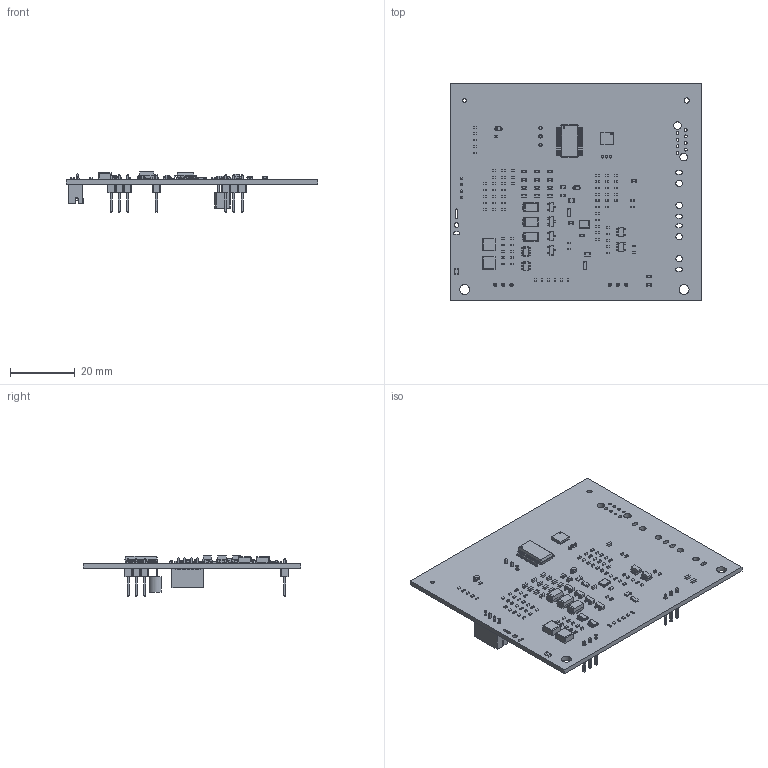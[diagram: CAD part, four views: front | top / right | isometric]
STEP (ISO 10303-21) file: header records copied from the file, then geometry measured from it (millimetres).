
FILE_DESCRIPTION(('KiCad electronic assembly'),'2;1');
FILE_NAME('LattePandaMu_carrier_custom.step','2026-01-25T12:49:04',( 'Pcbnew'),('Kicad'),'Open CASCADE STEP processor 7.9', 'KiCad to STEP converter','Unknown');
FILE_SCHEMA(('AUTOMOTIVE_DESIGN { 1 0 10303 214 1 1 1 1 }'));
Length unit declared in the file: millimetre
Products named in the file (23): LattePandaMu_carrier_custom 1; SSOP-28_5.3x10.2mm_P0.65mm; R_0402_1005Metric; C_0402_1005Metric; LED_0603_1608Metric; R_0805_2012Metric; C_0603_1608Metric; TSOT-23-6; R_0603_1608Metric; D_SMA; SOT-23-5; Fuse_0805_2012Metric; D_SOD-323; L_Sunlord_SWPA4020S; LattePandaMu_carrier_custom 1.48.1; QFN-32-1EP_4x4mm_P0.4mm_EP2.65x2.65mm; Crystal_SMD_3225-4Pin_3.2x2.5mm; Diodes_UDFN-10_1.0x2.5mm_P0.5mm; SOT-23; TO-92_Inline; JST_PH_B4B-PH-K_1x04_P2.00mm_Vertical; PinHeader_1x03_P2.54mm_Vertical; LattePandaMu_carrier_custom_PCB
Assembly tree (126 placements, depth 3):
  LattePandaMu_carrier_custom 1
    SSOP-28_5.3x10.2mm_P0.65mm
    R_0402_1005Metric  x43
    C_0402_1005Metric  x34
    LED_0603_1608Metric  x2
    R_0805_2012Metric  x2
    C_0603_1608Metric  x16
    TSOT-23-6  x2
    R_0603_1608Metric
    D_SMA  x3
    SOT-23-5  x2
    Fuse_0805_2012Metric
    D_SOD-323  x2
    L_Sunlord_SWPA4020S  x2
      LattePandaMu_carrier_custom 1.48.1
    QFN-32-1EP_4x4mm_P0.4mm_EP2.65x2.65mm
    Crystal_SMD_3225-4Pin_3.2x2.5mm
    Diodes_UDFN-10_1.0x2.5mm_P0.5mm  x2
    SOT-23  x4
    TO-92_Inline
    JST_PH_B4B-PH-K_1x04_P2.00mm_Vertical
    PinHeader_1x03_P2.54mm_Vertical  x3
    LattePandaMu_carrier_custom_PCB
Bounding box: 78 x 67.5 x 12.44 mm (x, y, z)
Volume: 8576.7 mm3; surface area: 13226.8 mm2
Topology: 129 solids, 129 shells, 5047 faces, 13202 edges, 8555 vertices
Faces by surface type: plane 3452, cylinder 1381, bspline 206, sphere 8
Full cylindrical faces by diameter (mm): 0.2 x2, 0.5 x1, 0.75 x7, 0.9 x8, 1 x9, 1.1 x1, 1.4 x1, 1.6 x1, 2 x4, 2.36 x2, 3.05 x2
Entity records: 66460 total; most frequent: CARTESIAN_POINT 9745, ORIENTED_EDGE 9116, DIRECTION 8594, EDGE_CURVE 4558, LINE 3716, VECTOR 3716, VERTEX_POINT 2934, AXIS2_PLACEMENT_3D 2439
